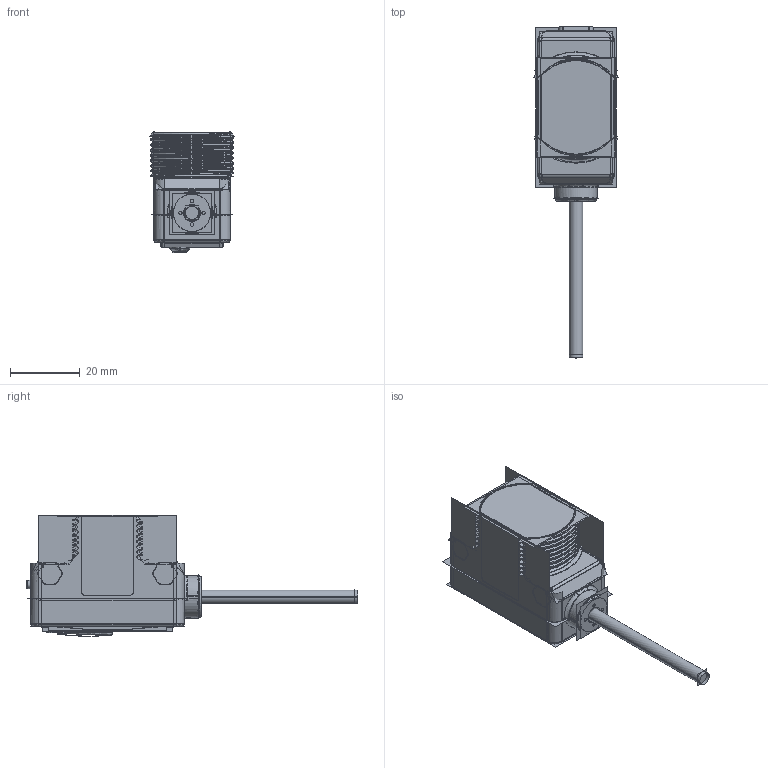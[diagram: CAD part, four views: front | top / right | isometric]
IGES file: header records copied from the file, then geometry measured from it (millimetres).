
Start section:  PTC IGES file: 140602_sm01.igs
Global section: file name: 140602_sm01.igs; native system: Creo Parametric by PTC Inc.; preprocessor: 2019292; author: PDMAdmin; organization: Unknown; date: 20221014.080730; units: millimetre
Bounding box: 24.32 x 95.44 x 34.94 mm (x, y, z)
Volume: 25884.9 mm3; surface area: 44369 mm2
Topology: 2 solids, 3 shells, 1134 faces, 5620 edges, 7073 vertices
Faces by surface type: revolution 636, bspline 490, extrusion 8
